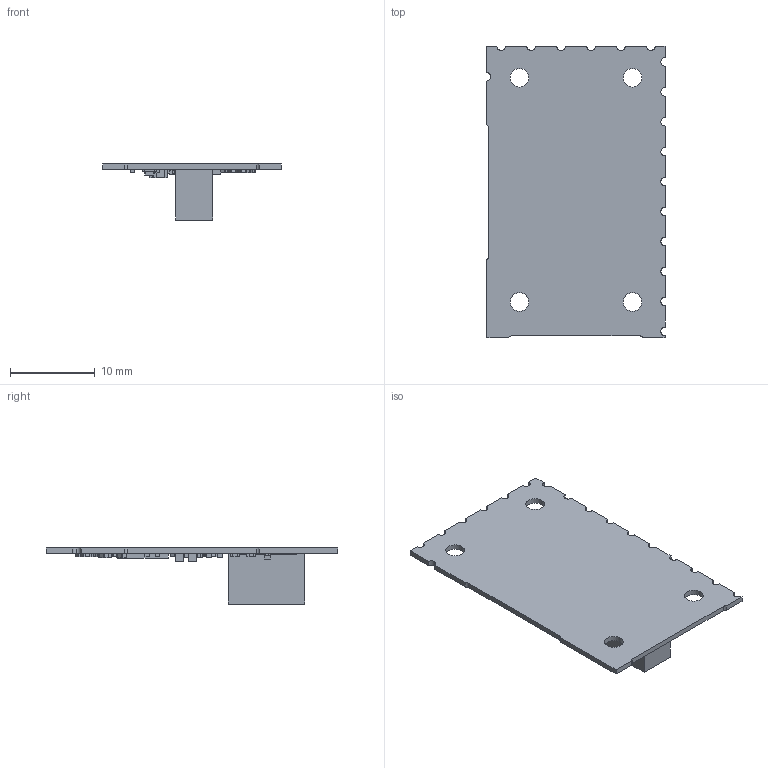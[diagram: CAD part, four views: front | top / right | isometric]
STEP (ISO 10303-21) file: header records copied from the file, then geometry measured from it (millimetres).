
FILE_DESCRIPTION(('Open CASCADE Model'),'2;1');
FILE_NAME('Open CASCADE Shape Model','2021-10-27T09:39:59',('Author'),( 'Open CASCADE'),'Open CASCADE STEP processor 6.8','Open CASCADE 6.8' ,'Unknown');
FILE_SCHEMA(('AUTOMOTIVE_DESIGN { 1 0 10303 214 1 1 1 1 }'));
Length unit declared in the file: millimetre
Products named in the file (1): PCB
Bounding box: 21.04 x 34.42 x 6.62 mm (x, y, z)
Volume: 466.9 mm3; surface area: 2049.7 mm2
Topology: 96 solids, 139 shells, 709 faces, 1596 edges, 1120 vertices
Faces by surface type: plane 669, cylinder 36, sphere 4
Full cylindrical faces by diameter (mm): 2.2 x4
Entity records: 20236 total; most frequent: CARTESIAN_POINT 3422, DIRECTION 3088, ORIENTED_EDGE 2990, EDGE_CURVE 1592, LINE 1516, VECTOR 1516, VERTEX_POINT 1120, AXIS2_PLACEMENT_3D 786
